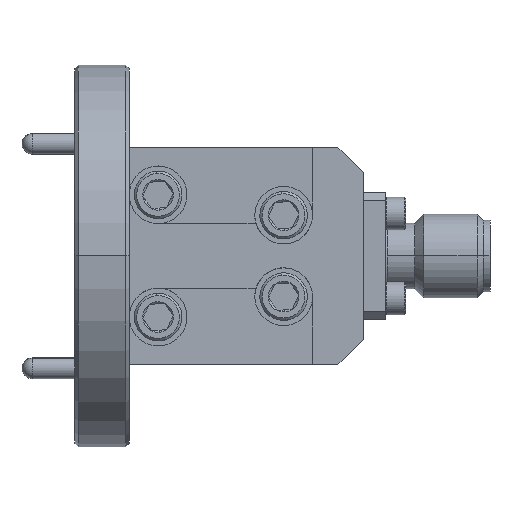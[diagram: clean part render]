
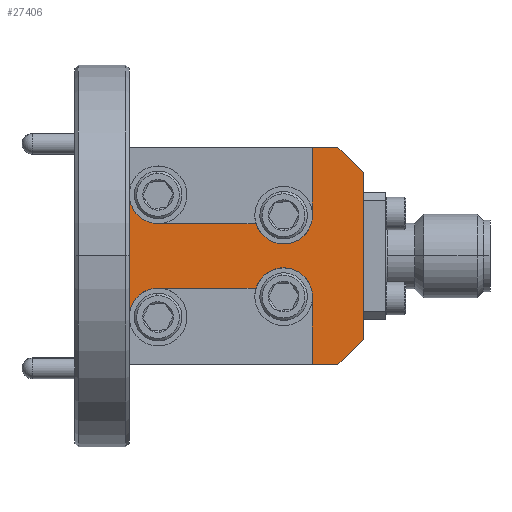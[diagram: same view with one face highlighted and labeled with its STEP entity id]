
A CAD part, top view. The second image highlights one B-rep face of the part: STEP entity #27406.
In plain terms, the highlighted planar face has unit normal (0, 0, 1).
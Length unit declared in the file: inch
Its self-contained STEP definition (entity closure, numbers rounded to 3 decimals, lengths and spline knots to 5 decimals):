
#45 = LINE ( 'NONE', #21025, #16892 ) ;
#610 = CARTESIAN_POINT ( 'NONE',  ( -5.81698, 0.48576, 3.13576 ) ) ;
#767 = DIRECTION ( 'NONE',  ( 0., 0., -1. ) ) ;
#888 = EDGE_CURVE ( 'NONE', #34553, #22061, #26412, .T. ) ;
#1134 = CIRCLE ( 'NONE', #17869, 0.085 ) ;
#1286 = CARTESIAN_POINT ( 'NONE',  ( -5.65698, 0.92576, 3.13576 ) ) ;
#1422 = DIRECTION ( 'NONE',  ( 0., 1., 0. ) ) ;
#1473 = ORIENTED_EDGE ( 'NONE', *, *, #18423, .T. ) ;
#3515 = CARTESIAN_POINT ( 'NONE',  ( -6.00698, 0.92576, 3.13576 ) ) ;
#3886 = CIRCLE ( 'NONE', #31818, 0.085 ) ;
#3954 = CARTESIAN_POINT ( 'NONE',  ( -6.27198, 0.42576, 3.13576 ) ) ;
#4033 = LINE ( 'NONE', #20455, #34060 ) ;
#4136 = ORIENTED_EDGE ( 'NONE', *, *, #6216, .T. ) ;
#4284 = CARTESIAN_POINT ( 'NONE',  ( -5.73198, 0.48576, 3.13576 ) ) ;
#4379 = ORIENTED_EDGE ( 'NONE', *, *, #29895, .T. ) ;
#5111 = CARTESIAN_POINT ( 'NONE',  ( -5.73198, 0.92576, 3.13576 ) ) ;
#5394 = EDGE_CURVE ( 'NONE', #30555, #11990, #12787, .T. ) ;
#5480 = VECTOR ( 'NONE', #29487, 39.37008 ) ;
#6007 = ORIENTED_EDGE ( 'NONE', *, *, #7263, .T. ) ;
#6028 = CARTESIAN_POINT ( 'NONE',  ( -5.65698, 0.28576, 3.13576 ) ) ;
#6197 = CARTESIAN_POINT ( 'NONE',  ( -5.73198, 0.72576, 3.13576 ) ) ;
#6216 = EDGE_CURVE ( 'NONE', #16407, #28166, #3886, .T. ) ;
#6228 = CARTESIAN_POINT ( 'NONE',  ( -6.27198, 0.23076, 3.13576 ) ) ;
#6270 = EDGE_CURVE ( 'NONE', #30057, #8733, #1134, .T. ) ;
#6320 = DIRECTION ( 'NONE',  ( 0., 0., -1. ) ) ;
#7263 = EDGE_CURVE ( 'NONE', #27605, #29387, #25233, .T. ) ;
#8160 = LINE ( 'NONE', #19185, #5480 ) ;
#8300 = DIRECTION ( 'NONE',  ( 0.707, 0.707, 0. ) ) ;
#8306 = PLANE ( 'NONE',  #12213 ) ;
#8434 = ORIENTED_EDGE ( 'NONE', *, *, #6270, .T. ) ;
#8723 = VERTEX_POINT ( 'NONE', #28058 ) ;
#8733 = VERTEX_POINT ( 'NONE', #20200 ) ;
#9679 = CARTESIAN_POINT ( 'NONE',  ( -5.58198, 0.85076, 3.13576 ) ) ;
#11268 = DIRECTION ( 'NONE',  ( 0., 0., -1. ) ) ;
#11278 = CARTESIAN_POINT ( 'NONE',  ( -5.58198, 0.36076, 3.13576 ) ) ;
#11443 = LINE ( 'NONE', #6197, #18753 ) ;
#11486 = ORIENTED_EDGE ( 'NONE', *, *, #28803, .T. ) ;
#11561 = CARTESIAN_POINT ( 'NONE',  ( -6.18698, 0.78576, 3.13576 ) ) ;
#11745 = EDGE_CURVE ( 'NONE', #11990, #30057, #14102, .T. ) ;
#11896 = CARTESIAN_POINT ( 'NONE',  ( -6.18698, 0.70076, 3.13576 ) ) ;
#11944 = DIRECTION ( 'NONE',  ( 0., 0., -1. ) ) ;
#11990 = VERTEX_POINT ( 'NONE', #23155 ) ;
#12213 = AXIS2_PLACEMENT_3D ( 'NONE', #23871, #31584, #21429 ) ;
#12216 = CARTESIAN_POINT ( 'NONE',  ( -6.18698, 0.51076, 3.13576 ) ) ;
#12465 = EDGE_CURVE ( 'NONE', #34553, #28166, #45, .T. ) ;
#12477 = VECTOR ( 'NONE', #8300, 39.37008 ) ;
#12787 = CIRCLE ( 'NONE', #24500, 0.085 ) ;
#13516 = ORIENTED_EDGE ( 'NONE', *, *, #12465, .F. ) ;
#13999 = ORIENTED_EDGE ( 'NONE', *, *, #11745, .T. ) ;
#14102 = LINE ( 'NONE', #6228, #28021 ) ;
#14547 = EDGE_CURVE ( 'NONE', #22061, #23586, #32260, .T. ) ;
#15339 = CARTESIAN_POINT ( 'NONE',  ( -5.89822, 0.51076, 3.13576 ) ) ;
#16274 = VECTOR ( 'NONE', #20514, 39.37008 ) ;
#16407 = VERTEX_POINT ( 'NONE', #15339 ) ;
#16892 = VECTOR ( 'NONE', #31861, 39.37008 ) ;
#17138 = ORIENTED_EDGE ( 'NONE', *, *, #14547, .T. ) ;
#17308 = EDGE_LOOP ( 'NONE', ( #11486, #17831, #1473, #19029, #24939, #13999, #8434, #26300, #4136, #13516, #18011, #17138, #4379, #6007 ) ) ;
#17523 = DIRECTION ( 'NONE',  ( 1., 0., 0. ) ) ;
#17831 = ORIENTED_EDGE ( 'NONE', *, *, #23532, .F. ) ;
#17869 = AXIS2_PLACEMENT_3D ( 'NONE', #19648, #11944, #30306 ) ;
#18011 = ORIENTED_EDGE ( 'NONE', *, *, #888, .T. ) ;
#18423 = EDGE_CURVE ( 'NONE', #8723, #24645, #28263, .T. ) ;
#18554 = CARTESIAN_POINT ( 'NONE',  ( -6.00698, 0.28576, 3.13576 ) ) ;
#18753 = VECTOR ( 'NONE', #27173, 39.37008 ) ;
#19029 = ORIENTED_EDGE ( 'NONE', *, *, #31403, .F. ) ;
#19064 = CARTESIAN_POINT ( 'NONE',  ( -5.89822, 0.70076, 3.13576 ) ) ;
#19185 = CARTESIAN_POINT ( 'NONE',  ( -6.18698, 0.70076, 3.13576 ) ) ;
#19586 = LINE ( 'NONE', #3515, #20643 ) ;
#19648 = CARTESIAN_POINT ( 'NONE',  ( -6.18698, 0.42576, 3.13576 ) ) ;
#19964 = CARTESIAN_POINT ( 'NONE',  ( -5.81698, 0.72576, 3.13576 ) ) ;
#20200 = CARTESIAN_POINT ( 'NONE',  ( -6.18698, 0.51076, 3.13576 ) ) ;
#20455 = CARTESIAN_POINT ( 'NONE',  ( -5.58198, 0.23076, 3.13576 ) ) ;
#20514 = DIRECTION ( 'NONE',  ( -0.707, 0.707, 0. ) ) ;
#20643 = VECTOR ( 'NONE', #24827, 39.37008 ) ;
#20788 = LINE ( 'NONE', #12216, #31088 ) ;
#20964 = DIRECTION ( 'NONE',  ( -1., 0., 0. ) ) ;
#21025 = CARTESIAN_POINT ( 'NONE',  ( -5.73198, 0.48576, 3.13576 ) ) ;
#21429 = DIRECTION ( 'NONE',  ( 1., 0., 0. ) ) ;
#21669 = DIRECTION ( 'NONE',  ( 1., 0., 0. ) ) ;
#21921 = DIRECTION ( 'NONE',  ( 1., 0., 0. ) ) ;
#22061 = VERTEX_POINT ( 'NONE', #6028 ) ;
#23155 = CARTESIAN_POINT ( 'NONE',  ( -6.27198, 0.78576, 3.13576 ) ) ;
#23532 = EDGE_CURVE ( 'NONE', #8723, #28639, #11443, .T. ) ;
#23586 = VERTEX_POINT ( 'NONE', #27848 ) ;
#23871 = CARTESIAN_POINT ( 'NONE',  ( -6.00698, 0.60576, 3.13576 ) ) ;
#24045 = FACE_OUTER_BOUND ( 'NONE', #17308, .T. ) ;
#24490 = DIRECTION ( 'NONE',  ( 1., 0., 0. ) ) ;
#24500 = AXIS2_PLACEMENT_3D ( 'NONE', #11561, #6320, #24490 ) ;
#24645 = VERTEX_POINT ( 'NONE', #19064 ) ;
#24827 = DIRECTION ( 'NONE',  ( -1., 0., 0. ) ) ;
#24939 = ORIENTED_EDGE ( 'NONE', *, *, #5394, .T. ) ;
#25063 = CARTESIAN_POINT ( 'NONE',  ( -5.65698, 0.92576, 3.13576 ) ) ;
#25233 = LINE ( 'NONE', #25063, #16274 ) ;
#25711 = EDGE_CURVE ( 'NONE', #16407, #8733, #20788, .T. ) ;
#26026 = AXIS2_PLACEMENT_3D ( 'NONE', #19964, #767, #17523 ) ;
#26300 = ORIENTED_EDGE ( 'NONE', *, *, #25711, .F. ) ;
#26412 = LINE ( 'NONE', #18554, #31858 ) ;
#27173 = DIRECTION ( 'NONE',  ( 0., 1., 0. ) ) ;
#27406 = ADVANCED_FACE ( 'NONE', ( #24045 ), #8306, .F. ) ;
#27605 = VERTEX_POINT ( 'NONE', #9679 ) ;
#27848 = CARTESIAN_POINT ( 'NONE',  ( -5.58198, 0.36076, 3.13576 ) ) ;
#28021 = VECTOR ( 'NONE', #32445, 39.37008 ) ;
#28058 = CARTESIAN_POINT ( 'NONE',  ( -5.73198, 0.72576, 3.13576 ) ) ;
#28166 = VERTEX_POINT ( 'NONE', #4284 ) ;
#28263 = CIRCLE ( 'NONE', #26026, 0.085 ) ;
#28639 = VERTEX_POINT ( 'NONE', #5111 ) ;
#28803 = EDGE_CURVE ( 'NONE', #29387, #28639, #19586, .T. ) ;
#29387 = VERTEX_POINT ( 'NONE', #1286 ) ;
#29487 = DIRECTION ( 'NONE',  ( 1., 0., 0. ) ) ;
#29895 = EDGE_CURVE ( 'NONE', #23586, #27605, #4033, .T. ) ;
#30057 = VERTEX_POINT ( 'NONE', #3954 ) ;
#30306 = DIRECTION ( 'NONE',  ( 1., 0., 0. ) ) ;
#30555 = VERTEX_POINT ( 'NONE', #11896 ) ;
#31088 = VECTOR ( 'NONE', #20964, 39.37008 ) ;
#31403 = EDGE_CURVE ( 'NONE', #30555, #24645, #8160, .T. ) ;
#31584 = DIRECTION ( 'NONE',  ( 0., 0., -1. ) ) ;
#31818 = AXIS2_PLACEMENT_3D ( 'NONE', #610, #11268, #21921 ) ;
#31858 = VECTOR ( 'NONE', #21669, 39.37008 ) ;
#31861 = DIRECTION ( 'NONE',  ( 0., 1., 0. ) ) ;
#32260 = LINE ( 'NONE', #11278, #12477 ) ;
#32445 = DIRECTION ( 'NONE',  ( 0., -1., 0. ) ) ;
#34060 = VECTOR ( 'NONE', #1422, 39.37008 ) ;
#34424 = CARTESIAN_POINT ( 'NONE',  ( -5.73198, 0.28576, 3.13576 ) ) ;
#34553 = VERTEX_POINT ( 'NONE', #34424 ) ;
